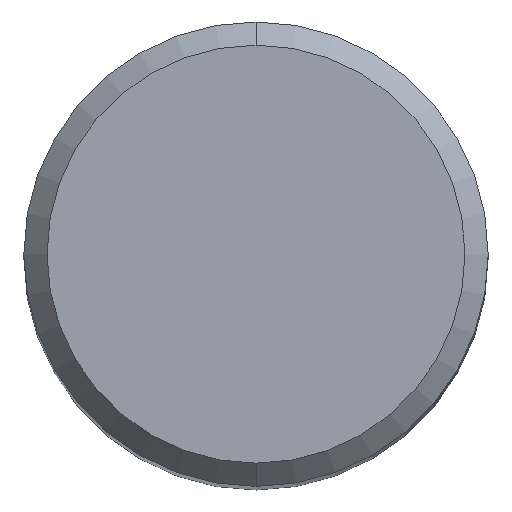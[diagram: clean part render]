
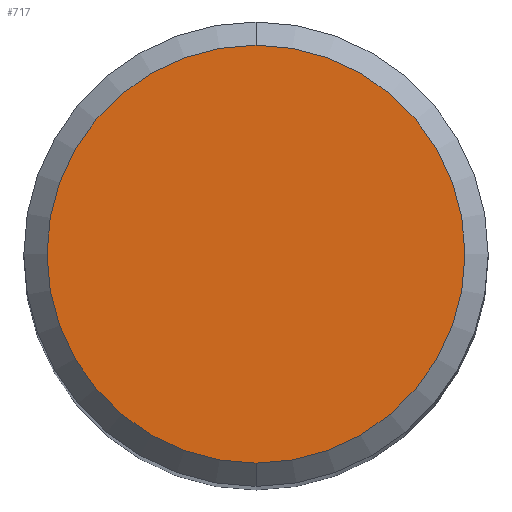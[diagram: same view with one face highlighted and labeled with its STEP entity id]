
A CAD part, top view. The second image highlights one B-rep face of the part: STEP entity #717.
In plain terms, the highlighted planar face has unit normal (0, 0, 1).
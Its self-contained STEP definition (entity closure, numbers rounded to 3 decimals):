
#355=EDGE_CURVE('',#823,#851,#994,.T.);
#549=EDGE_CURVE('',#851,#823,#1199,.T.);
#717=ADVANCED_FACE('',(#1381),#1382,.T.);
#823=VERTEX_POINT('',#1503);
#851=VERTEX_POINT('',#1533);
#994=CIRCLE('',#2882,4.5);
#1199=CIRCLE('',#4036,4.5);
#1381=FACE_OUTER_BOUND('',#7490,.T.);
#1382=PLANE('',#7491);
#1503=CARTESIAN_POINT('',(0.,-4.5,0.0));
#1533=CARTESIAN_POINT('',(0.0,4.5,0.0));
#2882=AXIS2_PLACEMENT_3D('',#9571,#9572,#9573);
#4036=AXIS2_PLACEMENT_3D('',#9733,#9734,#9735);
#7490=EDGE_LOOP('',(#9913,#9914));
#7491=AXIS2_PLACEMENT_3D('',#9915,#9916,#9917);
#9571=CARTESIAN_POINT('',(0.0,0.0,0.0));
#9572=DIRECTION('',(0.0,0.0,-1.0));
#9573=DIRECTION('',(0.0,1.0,0.0));
#9733=CARTESIAN_POINT('',(0.0,0.0,0.0));
#9734=DIRECTION('',(0.0,0.0,-1.0));
#9735=DIRECTION('',(0.0,1.0,0.0));
#9913=ORIENTED_EDGE('',*,*,#549,.F.);
#9914=ORIENTED_EDGE('',*,*,#355,.F.);
#9915=CARTESIAN_POINT('',(0.0,2.25,0.0));
#9916=DIRECTION('',(-0.0,0.0,1.0));
#9917=DIRECTION('',(0.0,-1.0,0.0));
